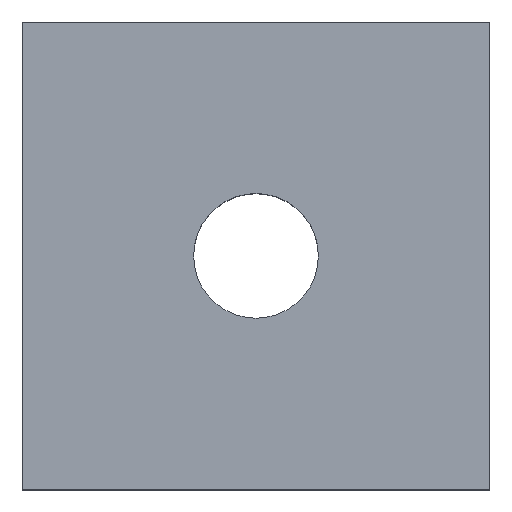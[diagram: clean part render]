
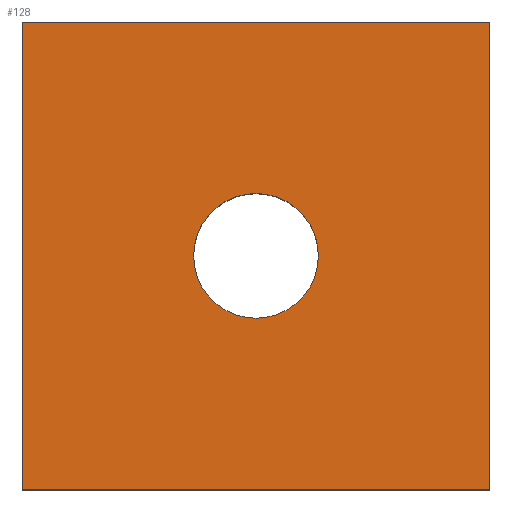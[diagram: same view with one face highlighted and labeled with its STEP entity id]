
A CAD part, top view. The second image highlights one B-rep face of the part: STEP entity #128.
In plain terms, the highlighted planar face has unit normal (0, 0, 1).
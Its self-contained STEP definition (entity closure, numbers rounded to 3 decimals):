
#15=FACE_BOUND('',#36,.T.);
#21=PLANE('',#151);
#28=FACE_OUTER_BOUND('',#35,.T.);
#35=EDGE_LOOP('',(#112,#113,#114,#115));
#36=EDGE_LOOP('',(#116));
#40=LINE('',#196,#53);
#44=LINE('',#204,#57);
#47=LINE('',#210,#60);
#50=LINE('',#215,#63);
#53=VECTOR('',#164,10.);
#57=VECTOR('',#170,10.);
#60=VECTOR('',#175,10.);
#63=VECTOR('',#180,10.);
#65=CIRCLE('',#145,1.6);
#67=VERTEX_POINT('',#188);
#69=VERTEX_POINT('',#194);
#70=VERTEX_POINT('',#195);
#73=VERTEX_POINT('',#203);
#75=VERTEX_POINT('',#209);
#77=EDGE_CURVE('',#67,#67,#65,.T.);
#80=EDGE_CURVE('',#69,#70,#40,.T.);
#84=EDGE_CURVE('',#70,#73,#44,.T.);
#87=EDGE_CURVE('',#73,#75,#47,.T.);
#90=EDGE_CURVE('',#75,#69,#50,.T.);
#112=ORIENTED_EDGE('',*,*,#90,.T.);
#113=ORIENTED_EDGE('',*,*,#80,.T.);
#114=ORIENTED_EDGE('',*,*,#84,.T.);
#115=ORIENTED_EDGE('',*,*,#87,.T.);
#116=ORIENTED_EDGE('',*,*,#77,.T.);
#128=ADVANCED_FACE('',(#28,#15),#21,.T.);
#145=AXIS2_PLACEMENT_3D('',#189,#157,#158);
#151=AXIS2_PLACEMENT_3D('',#217,#182,#183);
#157=DIRECTION('center_axis',(0.,0.,-1.));
#158=DIRECTION('ref_axis',(1.,0.,0.));
#164=DIRECTION('',(1.,0.,0.));
#170=DIRECTION('',(0.,1.,0.));
#175=DIRECTION('',(-1.,0.,0.));
#180=DIRECTION('',(0.,-1.,0.));
#182=DIRECTION('center_axis',(0.,0.,1.));
#183=DIRECTION('ref_axis',(-1.,0.,0.));
#188=CARTESIAN_POINT('',(-1.6,0.,4.));
#189=CARTESIAN_POINT('Origin',(0.,0.,4.));
#194=CARTESIAN_POINT('',(-6.,-6.,4.));
#195=CARTESIAN_POINT('',(6.,-6.,4.));
#196=CARTESIAN_POINT('',(-6.,-6.,4.));
#203=CARTESIAN_POINT('',(6.,6.,4.));
#204=CARTESIAN_POINT('',(6.,-6.,4.));
#209=CARTESIAN_POINT('',(-6.,6.,4.));
#210=CARTESIAN_POINT('',(6.,6.,4.));
#215=CARTESIAN_POINT('',(-6.,6.,4.));
#217=CARTESIAN_POINT('Origin',(0.,0.,4.));
